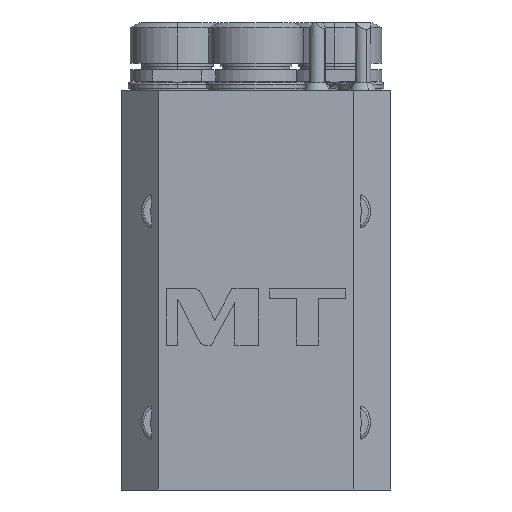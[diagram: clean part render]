
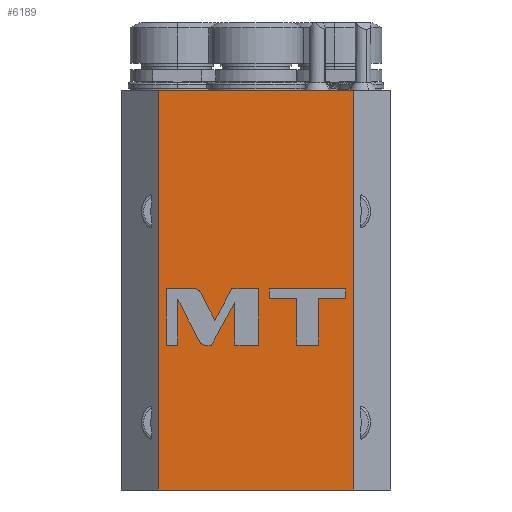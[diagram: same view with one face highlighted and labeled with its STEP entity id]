
A CAD part, left-side view. The second image highlights one B-rep face of the part: STEP entity #6189.
In plain terms, the highlighted planar face has unit normal (-1, 0, 0).
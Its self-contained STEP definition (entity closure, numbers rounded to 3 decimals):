
#364=DIRECTION('',(0.,0.,-1.));
#365=VECTOR('',#364,178.);
#366=CARTESIAN_POINT('',(-150.,43.5,101.));
#367=LINE('',#366,#365);
#528=CARTESIAN_POINT('',(-150.,24.713,10.872));
#529=CARTESIAN_POINT('',(-150.,25.232,11.876));
#530=CARTESIAN_POINT('',(-150.,26.257,12.5));
#531=CARTESIAN_POINT('',(-150.,27.387,12.5));
#533=DIRECTION('',(0.,1.,0.));
#534=VECTOR('',#533,12.568);
#535=CARTESIAN_POINT('',(-150.,27.387,12.5));
#536=LINE('',#535,#534);
#537=DIRECTION('',(0.,0.,-1.));
#538=VECTOR('',#537,25.);
#539=CARTESIAN_POINT('',(-150.,39.955,12.5));
#540=LINE('',#539,#538);
#541=DIRECTION('',(0.,-1.,0.));
#542=VECTOR('',#541,5.2);
#543=CARTESIAN_POINT('',(-150.,39.955,-12.5));
#544=LINE('',#543,#542);
#545=DIRECTION('',(0.,0.,1.));
#546=VECTOR('',#545,20.253);
#547=CARTESIAN_POINT('',(-150.,34.755,-12.5));
#548=LINE('',#547,#546);
#549=DIRECTION('',(0.,-0.459,-0.888));
#550=VECTOR('',#549,20.967);
#551=CARTESIAN_POINT('',(-150.,34.755,7.753));
#552=LINE('',#551,#550);
#553=CARTESIAN_POINT('',(-150.,25.125,-10.872));
#554=CARTESIAN_POINT('',(-150.,24.605,-11.877));
#555=CARTESIAN_POINT('',(-150.,23.579,-12.5));
#556=CARTESIAN_POINT('',(-150.,22.448,-12.5));
#558=DIRECTION('',(0.,-1.,0.));
#559=VECTOR('',#558,2.608);
#560=CARTESIAN_POINT('',(-150.,22.448,-12.5));
#561=LINE('',#560,#559);
#562=DIRECTION('',(0.,-0.481,0.877));
#563=VECTOR('',#562,21.691);
#564=CARTESIAN_POINT('',(-150.,19.84,-12.5));
#565=LINE('',#564,#563);
#566=DIRECTION('',(0.,0.,-1.));
#567=VECTOR('',#566,19.015);
#568=CARTESIAN_POINT('',(-150.,9.402,6.515));
#569=LINE('',#568,#567);
#570=DIRECTION('',(0.,-1.,0.));
#571=VECTOR('',#570,10.52);
#572=CARTESIAN_POINT('',(-150.,9.402,-12.5));
#573=LINE('',#572,#571);
#574=DIRECTION('',(0.,0.,1.));
#575=VECTOR('',#574,25.);
#576=CARTESIAN_POINT('',(-150.,-1.118,-12.5));
#577=LINE('',#576,#575);
#578=DIRECTION('',(0.,1.,0.));
#579=VECTOR('',#578,11.86);
#580=CARTESIAN_POINT('',(-150.,-1.118,12.5));
#581=LINE('',#580,#579);
#582=DIRECTION('',(0.,0.481,-0.877));
#583=VECTOR('',#582,15.851);
#584=CARTESIAN_POINT('',(-150.,10.742,12.5));
#585=LINE('',#584,#583);
#586=DIRECTION('',(0.,0.459,0.888));
#587=VECTOR('',#586,13.81);
#588=CARTESIAN_POINT('',(-150.,18.37,-1.395));
#589=LINE('',#588,#587);
#590=DIRECTION('',(0.,0.,-1.));
#591=VECTOR('',#590,20.743);
#592=CARTESIAN_POINT('',(-150.,-17.931,8.243));
#593=LINE('',#592,#591);
#594=DIRECTION('',(0.,-1.,0.));
#595=VECTOR('',#594,9.903);
#596=CARTESIAN_POINT('',(-150.,-17.931,-12.5));
#597=LINE('',#596,#595);
#598=DIRECTION('',(0.,0.,1.));
#599=VECTOR('',#598,20.743);
#600=CARTESIAN_POINT('',(-150.,-27.834,-12.5));
#601=LINE('',#600,#599);
#602=DIRECTION('',(0.,-1.,0.));
#603=VECTOR('',#602,12.12);
#604=CARTESIAN_POINT('',(-150.,-27.834,8.243));
#605=LINE('',#604,#603);
#606=DIRECTION('',(0.,0.,1.));
#607=VECTOR('',#606,4.257);
#608=CARTESIAN_POINT('',(-150.,-39.954,8.243));
#609=LINE('',#608,#607);
#610=DIRECTION('',(0.,1.,0.));
#611=VECTOR('',#610,34.143);
#612=CARTESIAN_POINT('',(-150.,-39.954,12.5));
#613=LINE('',#612,#611);
#614=DIRECTION('',(0.,0.,-1.));
#615=VECTOR('',#614,4.257);
#616=CARTESIAN_POINT('',(-150.,-5.811,12.5));
#617=LINE('',#616,#615);
#618=DIRECTION('',(0.,-1.,0.));
#619=VECTOR('',#618,12.12);
#620=CARTESIAN_POINT('',(-150.,-5.811,8.243));
#621=LINE('',#620,#619);
#626=DIRECTION('',(0.,0.,1.));
#627=VECTOR('',#626,178.);
#628=CARTESIAN_POINT('',(-150.,-43.5,-77.));
#629=LINE('',#628,#627);
#826=DIRECTION('',(0.,-1.,0.));
#827=VECTOR('',#826,87.);
#828=CARTESIAN_POINT('',(-150.,43.5,-77.));
#829=LINE('',#828,#827);
#858=DIRECTION('',(0.,1.,0.));
#859=VECTOR('',#858,87.);
#860=CARTESIAN_POINT('',(-150.,-43.5,101.));
#861=LINE('',#860,#859);
#4990=CARTESIAN_POINT('',(-150.,43.5,101.));
#4992=VERTEX_POINT('',#4990);
#4993=CARTESIAN_POINT('',(-150.,-43.5,101.));
#4995=VERTEX_POINT('',#4993);
#5586=CARTESIAN_POINT('',(-150.,-43.5,-77.));
#5588=VERTEX_POINT('',#5586);
#5601=CARTESIAN_POINT('',(-150.,43.5,-77.));
#5603=VERTEX_POINT('',#5601);
#5664=VERTEX_POINT('',#528);
#5665=VERTEX_POINT('',#531);
#5666=CARTESIAN_POINT('',(-150.,39.955,12.5));
#5667=VERTEX_POINT('',#5666);
#5668=CARTESIAN_POINT('',(-150.,39.955,-12.5));
#5669=VERTEX_POINT('',#5668);
#5670=CARTESIAN_POINT('',(-150.,34.755,-12.5));
#5671=VERTEX_POINT('',#5670);
#5672=CARTESIAN_POINT('',(-150.,34.755,7.753));
#5673=VERTEX_POINT('',#5672);
#5674=CARTESIAN_POINT('',(-150.,25.125,-10.872));
#5675=VERTEX_POINT('',#5674);
#5676=VERTEX_POINT('',#556);
#5677=CARTESIAN_POINT('',(-150.,19.84,-12.5));
#5678=VERTEX_POINT('',#5677);
#5679=CARTESIAN_POINT('',(-150.,9.402,6.515));
#5680=VERTEX_POINT('',#5679);
#5681=CARTESIAN_POINT('',(-150.,9.402,-12.5));
#5682=VERTEX_POINT('',#5681);
#5683=CARTESIAN_POINT('',(-150.,-1.118,-12.5));
#5684=VERTEX_POINT('',#5683);
#5685=CARTESIAN_POINT('',(-150.,-1.118,12.5));
#5686=VERTEX_POINT('',#5685);
#5687=CARTESIAN_POINT('',(-150.,10.742,12.5));
#5688=VERTEX_POINT('',#5687);
#5689=CARTESIAN_POINT('',(-150.,18.37,-1.395));
#5690=VERTEX_POINT('',#5689);
#5691=CARTESIAN_POINT('',(-150.,-17.931,8.243));
#5692=CARTESIAN_POINT('',(-150.,-17.931,-12.5));
#5693=VERTEX_POINT('',#5691);
#5694=VERTEX_POINT('',#5692);
#5695=CARTESIAN_POINT('',(-150.,-27.834,-12.5));
#5696=VERTEX_POINT('',#5695);
#5697=CARTESIAN_POINT('',(-150.,-27.834,8.243));
#5698=VERTEX_POINT('',#5697);
#5699=CARTESIAN_POINT('',(-150.,-39.954,8.243));
#5700=VERTEX_POINT('',#5699);
#5701=CARTESIAN_POINT('',(-150.,-39.954,12.5));
#5702=VERTEX_POINT('',#5701);
#5703=CARTESIAN_POINT('',(-150.,-5.811,12.5));
#5704=VERTEX_POINT('',#5703);
#5705=CARTESIAN_POINT('',(-150.,-5.811,8.243));
#5706=VERTEX_POINT('',#5705);
#6125=CARTESIAN_POINT('',(-150.,0.,0.));
#6126=DIRECTION('',(1.,0.,0.));
#6127=DIRECTION('',(0.,1.,0.));
#6128=AXIS2_PLACEMENT_3D('',#6125,#6126,#6127);
#6129=PLANE('',#6128);
#6131=ORIENTED_EDGE('',*,*,#6130,.F.);
#6133=ORIENTED_EDGE('',*,*,#6132,.F.);
#6134=ORIENTED_EDGE('',*,*,#6087,.F.);
#6136=ORIENTED_EDGE('',*,*,#6135,.F.);
#6137=EDGE_LOOP('',(#6131,#6133,#6134,#6136));
#6138=FACE_OUTER_BOUND('',#6137,.F.);
#6140=ORIENTED_EDGE('',*,*,#6139,.T.);
#6142=ORIENTED_EDGE('',*,*,#6141,.T.);
#6144=ORIENTED_EDGE('',*,*,#6143,.T.);
#6146=ORIENTED_EDGE('',*,*,#6145,.T.);
#6148=ORIENTED_EDGE('',*,*,#6147,.T.);
#6150=ORIENTED_EDGE('',*,*,#6149,.T.);
#6152=ORIENTED_EDGE('',*,*,#6151,.T.);
#6154=ORIENTED_EDGE('',*,*,#6153,.T.);
#6156=ORIENTED_EDGE('',*,*,#6155,.T.);
#6158=ORIENTED_EDGE('',*,*,#6157,.T.);
#6160=ORIENTED_EDGE('',*,*,#6159,.T.);
#6162=ORIENTED_EDGE('',*,*,#6161,.T.);
#6164=ORIENTED_EDGE('',*,*,#6163,.T.);
#6166=ORIENTED_EDGE('',*,*,#6165,.T.);
#6168=ORIENTED_EDGE('',*,*,#6167,.T.);
#6169=EDGE_LOOP('',(#6140,#6142,#6144,#6146,#6148,#6150,#6152,#6154,#6156,#6158,
#6160,#6162,#6164,#6166,#6168));
#6170=FACE_BOUND('',#6169,.F.);
#6172=ORIENTED_EDGE('',*,*,#6171,.T.);
#6174=ORIENTED_EDGE('',*,*,#6173,.T.);
#6176=ORIENTED_EDGE('',*,*,#6175,.T.);
#6178=ORIENTED_EDGE('',*,*,#6177,.T.);
#6180=ORIENTED_EDGE('',*,*,#6179,.T.);
#6182=ORIENTED_EDGE('',*,*,#6181,.T.);
#6184=ORIENTED_EDGE('',*,*,#6183,.T.);
#6186=ORIENTED_EDGE('',*,*,#6185,.T.);
#6187=EDGE_LOOP('',(#6172,#6174,#6176,#6178,#6180,#6182,#6184,#6186));
#6188=FACE_BOUND('',#6187,.F.);
#6189=ADVANCED_FACE('',(#6138,#6170,#6188),#6129,.F.);
#532=B_SPLINE_CURVE_WITH_KNOTS('',3,(#528,#529,#530,#531),.UNSPECIFIED.,.F.,.F.,
(4,4),(0.,1.),.UNSPECIFIED.);
#557=B_SPLINE_CURVE_WITH_KNOTS('',3,(#553,#554,#555,#556),.UNSPECIFIED.,.F.,.F.,
(4,4),(0.,1.),.UNSPECIFIED.);
#6087=EDGE_CURVE('',#4992,#5603,#367,.T.);
#6130=EDGE_CURVE('',#5588,#4995,#629,.T.);
#6132=EDGE_CURVE('',#5603,#5588,#829,.T.);
#6135=EDGE_CURVE('',#4995,#4992,#861,.T.);
#6139=EDGE_CURVE('',#5664,#5665,#532,.T.);
#6141=EDGE_CURVE('',#5665,#5667,#536,.T.);
#6143=EDGE_CURVE('',#5667,#5669,#540,.T.);
#6145=EDGE_CURVE('',#5669,#5671,#544,.T.);
#6147=EDGE_CURVE('',#5671,#5673,#548,.T.);
#6149=EDGE_CURVE('',#5673,#5675,#552,.T.);
#6151=EDGE_CURVE('',#5675,#5676,#557,.T.);
#6153=EDGE_CURVE('',#5676,#5678,#561,.T.);
#6155=EDGE_CURVE('',#5678,#5680,#565,.T.);
#6157=EDGE_CURVE('',#5680,#5682,#569,.T.);
#6159=EDGE_CURVE('',#5682,#5684,#573,.T.);
#6161=EDGE_CURVE('',#5684,#5686,#577,.T.);
#6163=EDGE_CURVE('',#5686,#5688,#581,.T.);
#6165=EDGE_CURVE('',#5688,#5690,#585,.T.);
#6167=EDGE_CURVE('',#5690,#5664,#589,.T.);
#6171=EDGE_CURVE('',#5693,#5694,#593,.T.);
#6173=EDGE_CURVE('',#5694,#5696,#597,.T.);
#6175=EDGE_CURVE('',#5696,#5698,#601,.T.);
#6177=EDGE_CURVE('',#5698,#5700,#605,.T.);
#6179=EDGE_CURVE('',#5700,#5702,#609,.T.);
#6181=EDGE_CURVE('',#5702,#5704,#613,.T.);
#6183=EDGE_CURVE('',#5704,#5706,#617,.T.);
#6185=EDGE_CURVE('',#5706,#5693,#621,.T.);
